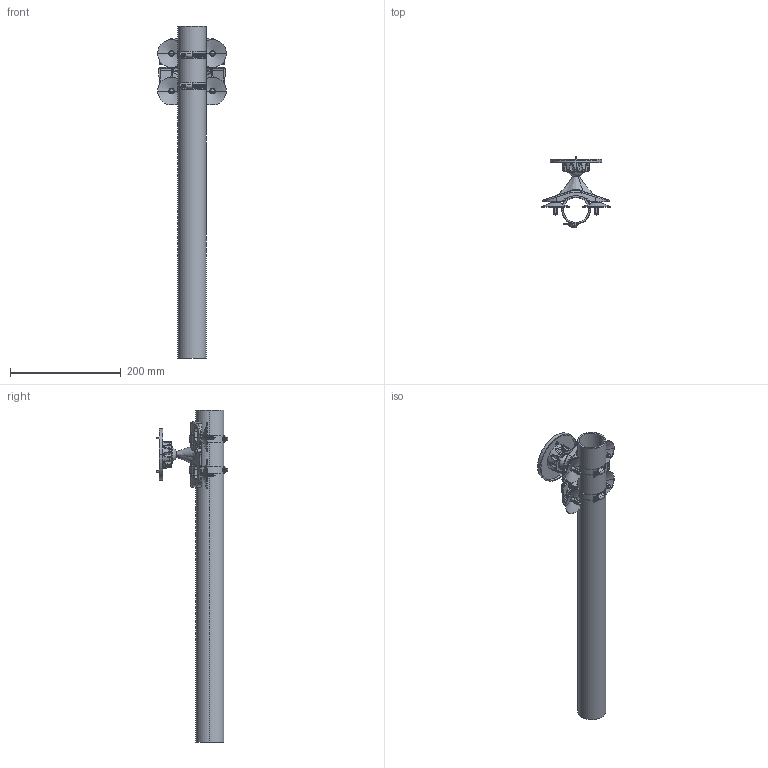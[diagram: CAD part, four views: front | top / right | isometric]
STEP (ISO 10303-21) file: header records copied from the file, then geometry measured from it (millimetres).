
FILE_DESCRIPTION (( 'STEP AP214' ), '1' );
FILE_NAME ('MB.99X.A_Web.STEP', '2025-03-27T09:33:08', ( '' ), ( '' ), 'SwSTEP 2.0', 'SolidWorks 2022', '' );
FILE_SCHEMA (( 'AUTOMOTIVE_DESIGN' ));
Length unit declared in the file: millimetre
Products named in the file (1): MB.99X.A_Web
Bounding box: 124 x 129.08 x 600 mm (x, y, z)
Surface area: 269990.5 mm2 (no closed solid volume)
Topology: 0 solids, 29 shells, 961 faces, 3848 edges, 2786 vertices
Faces by surface type: plane 415, cylinder 220, bspline 150, cone 108, torus 58, sphere 10
Entity records: 69709 total; most frequent: CARTESIAN_POINT 31104, ORIENTED_EDGE 5678, DIRECTION 4847, EDGE_CURVE 3844, VERTEX_POINT 2784, LINE 1713, VECTOR 1713, AXIS2_PLACEMENT_3D 1567
